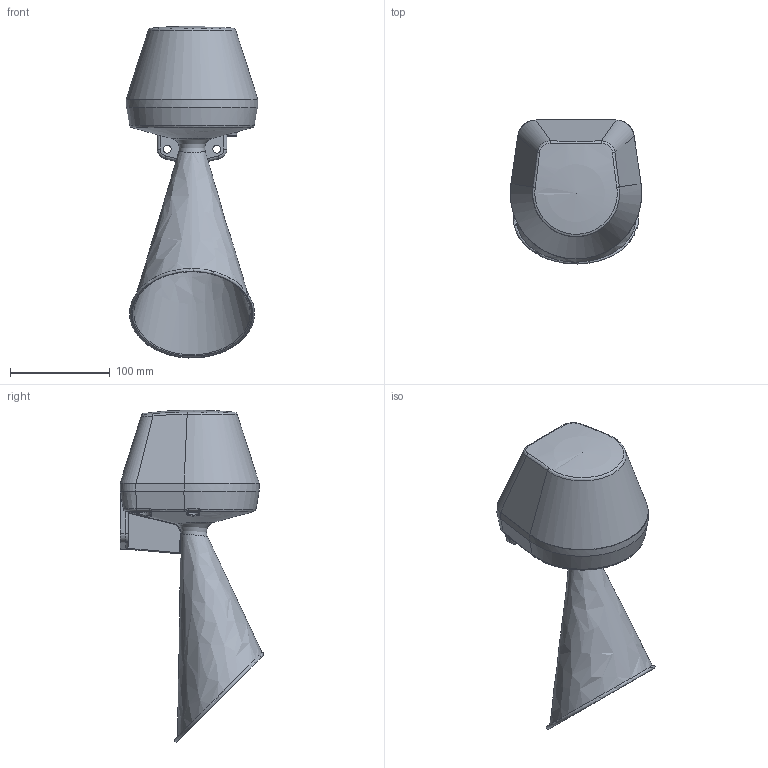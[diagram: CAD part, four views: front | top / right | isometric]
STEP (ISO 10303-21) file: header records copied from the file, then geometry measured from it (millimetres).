
FILE_DESCRIPTION(/* description */ (''),/* implementation_level */ '2;1');
FILE_NAME(/* name */ 'HPT.stp',/* time_stamp */ '2014-11-05T15:29:16+01:00',/* author */ (''),/* organization */ (''),/* preprocessor_version */ 'ST-DEVELOPER v11',/* originating_system */ 'SIEMENS PLM Software NX 7.5',/* authorisation */ '');
FILE_SCHEMA (('AUTOMOTIVE_DESIGN { 1 0 10303 214 1 1 1 1 }'));
Length unit declared in the file: millimetre
Products named in the file (1): m.ne9E41k0az
Bounding box: 132 x 144.26 x 333.15 mm (x, y, z)
Volume: 1319097.2 mm3; surface area: 162275.6 mm2
Topology: 1 solids, 1 shells, 203 faces, 495 edges, 289 vertices
Faces by surface type: bspline 88, plane 48, cylinder 44, torus 17, sphere 3, cone 3
Full cylindrical faces by diameter (mm): 3.5 x1, 5.5 x2, 8 x2, 91.8 x1
Entity records: 21491 total; most frequent: CARTESIAN_POINT 17518, ORIENTED_EDGE 918, DIRECTION 666, EDGE_CURVE 459, VERTEX_POINT 277, AXIS2_PLACEMENT_3D 273, EDGE_LOOP 226, ADVANCED_FACE 203
